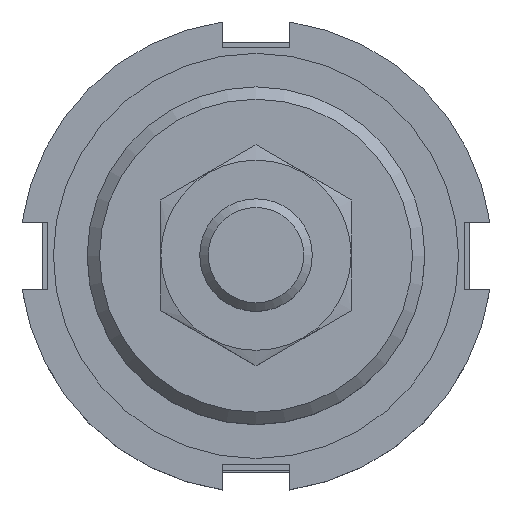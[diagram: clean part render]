
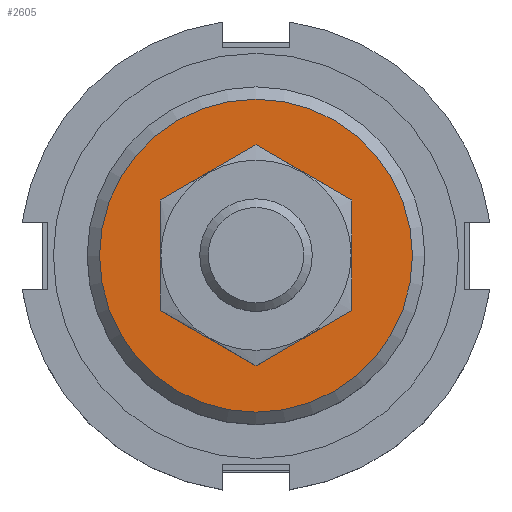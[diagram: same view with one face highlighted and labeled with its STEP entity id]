
A CAD part, top view. The second image highlights one B-rep face of the part: STEP entity #2605.
In plain terms, the highlighted face is planar.
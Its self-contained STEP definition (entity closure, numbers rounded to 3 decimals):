
#175=CIRCLE('',#2791,13.9);
#176=CIRCLE('',#2792,6.);
#352=ORIENTED_EDGE('',*,*,#867,.F.);
#353=ORIENTED_EDGE('',*,*,#868,.F.);
#867=EDGE_CURVE('',#1117,#1117,#175,.T.);
#868=EDGE_CURVE('',#1118,#1118,#176,.F.);
#1117=VERTEX_POINT('',#3845);
#1118=VERTEX_POINT('',#3847);
#1521=EDGE_LOOP('',(#352));
#1522=EDGE_LOOP('',(#353));
#1725=FACE_BOUND('',#1521,.T.);
#1726=FACE_BOUND('',#1522,.T.);
#1913=PLANE('',#2790);
#2605=ADVANCED_FACE('',(#1725,#1726),#1913,.F.);
#2790=AXIS2_PLACEMENT_3D('',#3843,#3127,#3128);
#2791=AXIS2_PLACEMENT_3D('',#3844,#3129,#3130);
#2792=AXIS2_PLACEMENT_3D('',#3846,#3131,#3132);
#3127=DIRECTION('',(1.,0.,0.));
#3128=DIRECTION('',(0.,0.,-1.));
#3129=DIRECTION('',(1.,0.,0.));
#3130=DIRECTION('',(0.,0.,-1.));
#3131=DIRECTION('',(1.,0.,0.));
#3132=DIRECTION('',(0.,0.,-1.));
#3843=CARTESIAN_POINT('',(0.,0.,0.));
#3844=CARTESIAN_POINT('',(0.,0.,0.));
#3845=CARTESIAN_POINT('',(0.,0.,-13.9));
#3846=CARTESIAN_POINT('',(0.,0.,0.));
#3847=CARTESIAN_POINT('',(0.,0.,-6.));
